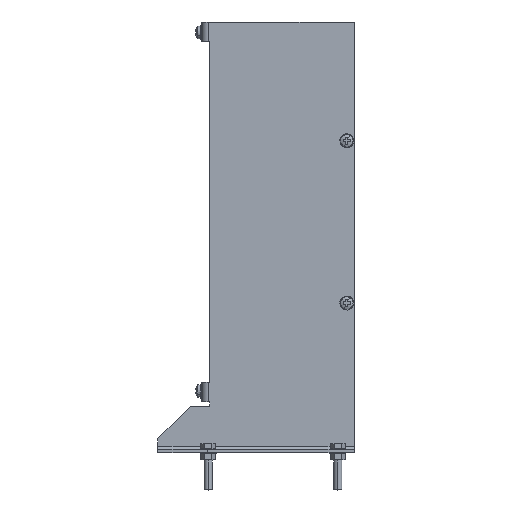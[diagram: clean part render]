
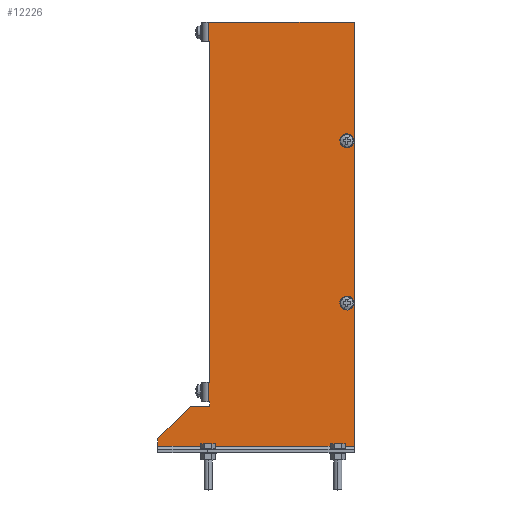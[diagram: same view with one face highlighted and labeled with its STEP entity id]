
A CAD part, left-side view. The second image highlights one B-rep face of the part: STEP entity #12226.
In plain terms, the highlighted planar face has unit normal (-1, 0, 0).
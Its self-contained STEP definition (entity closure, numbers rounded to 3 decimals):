
#8839=DIRECTION('',(0.,1.,0.));
#8840=VECTOR('',#8839,30.5);
#8841=CARTESIAN_POINT('',(-106.98,91.5,-10.501));
#8842=LINE('',#8841,#8840);
#8843=DIRECTION('',(0.,-0.707,0.707));
#8844=VECTOR('',#8843,28.284);
#8845=CARTESIAN_POINT('',(-106.98,122.,-6.001));
#8846=LINE('',#8845,#8844);
#8847=DIRECTION('',(0.,-1.,0.));
#8848=VECTOR('',#8847,10.5);
#8849=CARTESIAN_POINT('',(-106.982,102.,13.999));
#8850=LINE('',#8849,#8848);
#8851=DIRECTION('',(0.,-1.,0.));
#8852=VECTOR('',#8851,1.5);
#8853=CARTESIAN_POINT('',(-106.982,91.5,13.999));
#8854=LINE('',#8853,#8852);
#8855=DIRECTION('',(0.,1.,0.));
#8856=VECTOR('',#8855,1.);
#8857=CARTESIAN_POINT('',(-107.,90.,238.999));
#8858=LINE('',#8857,#8856);
#8859=DIRECTION('',(0.,0.,1.));
#8860=VECTOR('',#8859,12.);
#8861=CARTESIAN_POINT('',(-107.,91.,238.999));
#8862=LINE('',#8861,#8860);
#8863=DIRECTION('',(0.,-1.,0.));
#8864=VECTOR('',#8863,1.);
#8865=CARTESIAN_POINT('',(-107.001,91.,250.999));
#8866=LINE('',#8865,#8864);
#8867=CARTESIAN_POINT('',(-106.987,5.5,77.749));
#8868=DIRECTION('',(-1.,0.,0.));
#8869=DIRECTION('',(0.,-0.479,0.878));
#8870=AXIS2_PLACEMENT_3D('',#8867,#8868,#8869);
#8872=CARTESIAN_POINT('',(-106.987,5.5,77.749));
#8873=DIRECTION('',(1.,0.,0.));
#8874=DIRECTION('',(0.,-0.479,0.878));
#8875=AXIS2_PLACEMENT_3D('',#8872,#8873,#8874);
#8877=CARTESIAN_POINT('',(-106.995,5.5,177.749));
#8878=DIRECTION('',(-1.,0.,0.));
#8879=DIRECTION('',(0.,-0.479,0.878));
#8880=AXIS2_PLACEMENT_3D('',#8877,#8878,#8879);
#8882=CARTESIAN_POINT('',(-106.995,5.5,177.749));
#8883=DIRECTION('',(1.,0.,0.));
#8884=DIRECTION('',(0.,-0.479,0.878));
#8885=AXIS2_PLACEMENT_3D('',#8882,#8883,#8884);
#8887=DIRECTION('',(0.,-1.,0.));
#8888=VECTOR('',#8887,90.5);
#8889=CARTESIAN_POINT('',(-106.98,91.5,-10.501));
#8890=LINE('',#8889,#8888);
#9018=DIRECTION('',(0.,0.,1.));
#9019=VECTOR('',#9018,261.5);
#9020=CARTESIAN_POINT('',(-106.98,1.,-10.501));
#9021=LINE('',#9020,#9019);
#9060=DIRECTION('',(0.,1.,0.));
#9061=VECTOR('',#9060,89.);
#9062=CARTESIAN_POINT('',(-107.001,1.,250.999));
#9063=LINE('',#9062,#9061);
#9203=DIRECTION('',(0.,0.,-1.));
#9204=VECTOR('',#9203,210.);
#9205=CARTESIAN_POINT('',(-107.,90.,238.999));
#9206=LINE('',#9205,#9204);
#9240=DIRECTION('',(0.,1.,0.));
#9241=VECTOR('',#9240,1.);
#9242=CARTESIAN_POINT('',(-106.983,90.,28.999));
#9243=LINE('',#9242,#9241);
#9317=DIRECTION('',(0.,-1.,0.));
#9318=VECTOR('',#9317,1.);
#9319=CARTESIAN_POINT('',(-106.982,91.,16.999));
#9320=LINE('',#9319,#9318);
#9338=DIRECTION('',(0.,0.,-1.));
#9339=VECTOR('',#9338,12.);
#9340=CARTESIAN_POINT('',(-106.983,91.,28.999));
#9341=LINE('',#9340,#9339);
#9346=DIRECTION('',(0.,0.,-1.));
#9347=VECTOR('',#9346,3.);
#9348=CARTESIAN_POINT('',(-106.982,90.,16.999));
#9349=LINE('',#9348,#9347);
#9997=DIRECTION('',(0.,0.,-1.));
#9998=VECTOR('',#9997,4.5);
#9999=CARTESIAN_POINT('',(-106.98,122.,-6.001));
#10000=LINE('',#9999,#9998);
#11103=CARTESIAN_POINT('',(-107.,91.,238.999));
#11104=VERTEX_POINT('',#11103);
#11105=CARTESIAN_POINT('',(-107.,90.,238.999));
#11106=VERTEX_POINT('',#11105);
#11113=CARTESIAN_POINT('',(-107.001,91.,250.999));
#11114=VERTEX_POINT('',#11113);
#11135=CARTESIAN_POINT('',(-106.982,91.5,13.999));
#11136=CARTESIAN_POINT('',(-106.982,90.,13.999));
#11137=VERTEX_POINT('',#11135);
#11138=VERTEX_POINT('',#11136);
#11139=CARTESIAN_POINT('',(-106.983,90.,28.999));
#11140=CARTESIAN_POINT('',(-106.983,91.,28.999));
#11141=VERTEX_POINT('',#11139);
#11142=VERTEX_POINT('',#11140);
#11143=CARTESIAN_POINT('',(-107.001,90.,250.999));
#11144=VERTEX_POINT('',#11143);
#11145=CARTESIAN_POINT('',(-107.001,1.,250.999));
#11146=VERTEX_POINT('',#11145);
#11147=CARTESIAN_POINT('',(-106.98,91.5,-10.501));
#11148=CARTESIAN_POINT('',(-106.98,1.,-10.501));
#11149=VERTEX_POINT('',#11147);
#11150=VERTEX_POINT('',#11148);
#11179=CARTESIAN_POINT('',(-106.98,122.,-6.001));
#11180=VERTEX_POINT('',#11179);
#11181=CARTESIAN_POINT('',(-106.982,102.,13.999));
#11182=VERTEX_POINT('',#11181);
#11183=CARTESIAN_POINT('',(-106.98,122.,-10.501));
#11184=VERTEX_POINT('',#11183);
#11195=CARTESIAN_POINT('',(-106.982,90.,16.999));
#11196=VERTEX_POINT('',#11195);
#11201=CARTESIAN_POINT('',(-106.982,91.,16.999));
#11202=VERTEX_POINT('',#11201);
#11685=CARTESIAN_POINT('',(-106.987,3.438,
81.523));
#11686=CARTESIAN_POINT('',(-106.986,7.562,
73.976));
#11687=VERTEX_POINT('',#11685);
#11688=VERTEX_POINT('',#11686);
#11693=CARTESIAN_POINT('',(-106.995,3.438,
181.523));
#11694=CARTESIAN_POINT('',(-106.994,7.562,
173.976));
#11695=VERTEX_POINT('',#11693);
#11696=VERTEX_POINT('',#11694);
#12176=CARTESIAN_POINT('',(-106.99,46.25,120.249));
#12177=DIRECTION('',(1.,0.,0.));
#12178=DIRECTION('',(0.,0.,-1.));
#12179=AXIS2_PLACEMENT_3D('',#12176,#12177,#12178);
#12180=PLANE('',#12179);
#12182=ORIENTED_EDGE('',*,*,#12181,.F.);
#12184=ORIENTED_EDGE('',*,*,#12183,.T.);
#12186=ORIENTED_EDGE('',*,*,#12185,.F.);
#12188=ORIENTED_EDGE('',*,*,#12187,.T.);
#12190=ORIENTED_EDGE('',*,*,#12189,.T.);
#12191=ORIENTED_EDGE('',*,*,#12159,.T.);
#12193=ORIENTED_EDGE('',*,*,#12192,.F.);
#12195=ORIENTED_EDGE('',*,*,#12194,.F.);
#12197=ORIENTED_EDGE('',*,*,#12196,.F.);
#12199=ORIENTED_EDGE('',*,*,#12198,.F.);
#12201=ORIENTED_EDGE('',*,*,#12200,.F.);
#12203=ORIENTED_EDGE('',*,*,#12202,.T.);
#12205=ORIENTED_EDGE('',*,*,#12204,.T.);
#12207=ORIENTED_EDGE('',*,*,#12206,.T.);
#12209=ORIENTED_EDGE('',*,*,#12208,.F.);
#12211=ORIENTED_EDGE('',*,*,#12210,.F.);
#12212=EDGE_LOOP('',(#12182,#12184,#12186,#12188,#12190,#12191,#12193,#12195,
#12197,#12199,#12201,#12203,#12205,#12207,#12209,#12211));
#12213=FACE_OUTER_BOUND('',#12212,.F.);
#12215=ORIENTED_EDGE('',*,*,#12214,.T.);
#12217=ORIENTED_EDGE('',*,*,#12216,.F.);
#12218=EDGE_LOOP('',(#12215,#12217));
#12219=FACE_BOUND('',#12218,.F.);
#12221=ORIENTED_EDGE('',*,*,#12220,.T.);
#12223=ORIENTED_EDGE('',*,*,#12222,.F.);
#12224=EDGE_LOOP('',(#12221,#12223));
#12225=FACE_BOUND('',#12224,.F.);
#8871=CIRCLE('',#8870,4.3);
#8876=CIRCLE('',#8875,4.3);
#8881=CIRCLE('',#8880,4.3);
#8886=CIRCLE('',#8885,4.3);
#12159=EDGE_CURVE('',#11137,#11138,#8854,.T.);
#12181=EDGE_CURVE('',#11149,#11150,#8890,.T.);
#12183=EDGE_CURVE('',#11149,#11184,#8842,.T.);
#12185=EDGE_CURVE('',#11180,#11184,#10000,.T.);
#12187=EDGE_CURVE('',#11180,#11182,#8846,.T.);
#12189=EDGE_CURVE('',#11182,#11137,#8850,.T.);
#12192=EDGE_CURVE('',#11196,#11138,#9349,.T.);
#12194=EDGE_CURVE('',#11202,#11196,#9320,.T.);
#12196=EDGE_CURVE('',#11142,#11202,#9341,.T.);
#12198=EDGE_CURVE('',#11141,#11142,#9243,.T.);
#12200=EDGE_CURVE('',#11106,#11141,#9206,.T.);
#12202=EDGE_CURVE('',#11106,#11104,#8858,.T.);
#12204=EDGE_CURVE('',#11104,#11114,#8862,.T.);
#12206=EDGE_CURVE('',#11114,#11144,#8866,.T.);
#12208=EDGE_CURVE('',#11146,#11144,#9063,.T.);
#12210=EDGE_CURVE('',#11150,#11146,#9021,.T.);
#12214=EDGE_CURVE('',#11687,#11688,#8871,.T.);
#12216=EDGE_CURVE('',#11687,#11688,#8876,.T.);
#12220=EDGE_CURVE('',#11695,#11696,#8881,.T.);
#12222=EDGE_CURVE('',#11695,#11696,#8886,.T.);
#12226=ADVANCED_FACE('',(#12213,#12219,#12225),#12180,.F.);
